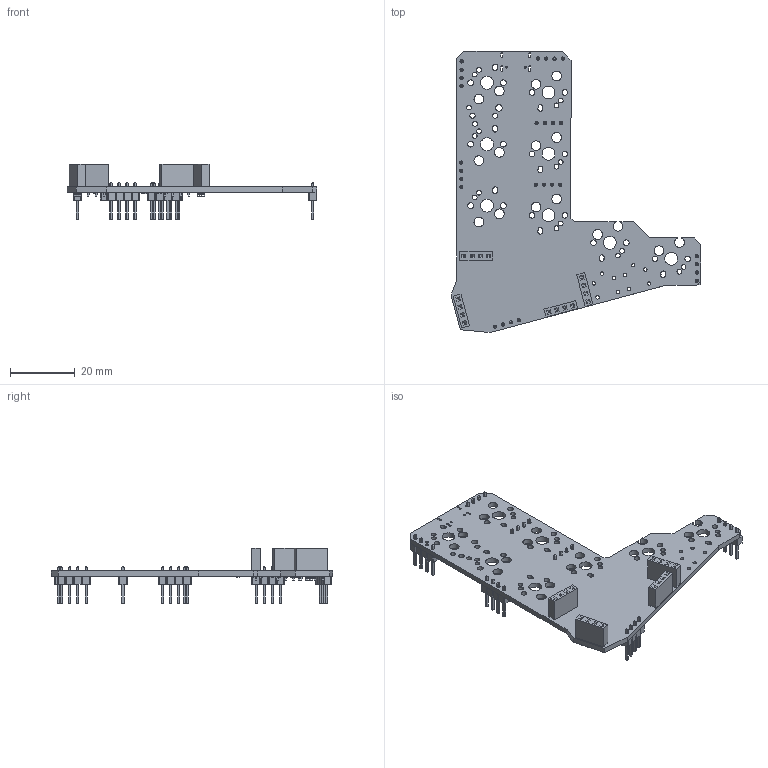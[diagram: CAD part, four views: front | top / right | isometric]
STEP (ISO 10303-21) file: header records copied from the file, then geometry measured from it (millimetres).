
FILE_DESCRIPTION(('KiCad electronic assembly'),'2;1');
FILE_NAME('ThumbsUpL2.step','2023-06-21T20:18:55',('An Author'),( 'A Company'),'Open CASCADE STEP processor 6.9', 'KiCad to STEP converter','Unknown');
FILE_SCHEMA(('AUTOMOTIVE_DESIGN { 1 0 10303 214 1 1 1 1 }'));
Length unit declared in the file: millimetre
Products named in the file (12): Open CASCADE STEP translator 6.9 1; C_1210_3225Metric; SOLID; R_0402_1005Metric; PinHeader_1x04_P2.54mm_Vertical; PinSocket_1x04_P2.54mm_Vertical; C_0402_1005Metric; COMPOUND
Assembly tree (40 placements, depth 3):
  Open CASCADE STEP translator 6.9 1
    C_1210_3225Metric
      SOLID
    R_0402_1005Metric  x8
      SOLID
    PinHeader_1x04_P2.54mm_Vertical  x7
      SOLID
    PinSocket_1x04_P2.54mm_Vertical  x4
      SOLID
    C_0402_1005Metric  x14
      SOLID
    COMPOUND
Bounding box: 77.51 x 87.15 x 17.24 mm (x, y, z)
Volume: 6779.4 mm3; surface area: 11267.3 mm2
Topology: 35 solids, 35 shells, 2056 faces, 5236 edges, 3384 vertices
Faces by surface type: plane 1653, cylinder 403
Full cylindrical faces by diameter (mm): 0.6 x2, 1 x44, 1.05 x10, 1.47 x16, 1.5 x2, 1.6 x2, 1.75 x16, 2 x1, 3 x14, 3.988 x8
Entity records: 36822 total; most frequent: CARTESIAN_POINT 5765, DIRECTION 5500, LINE 3288, VECTOR 3288, ORIENTED_EDGE 2728, PCURVE 2728, DEFINITIONAL_REPRESENTATION 2728, EDGE_CURVE 1364
